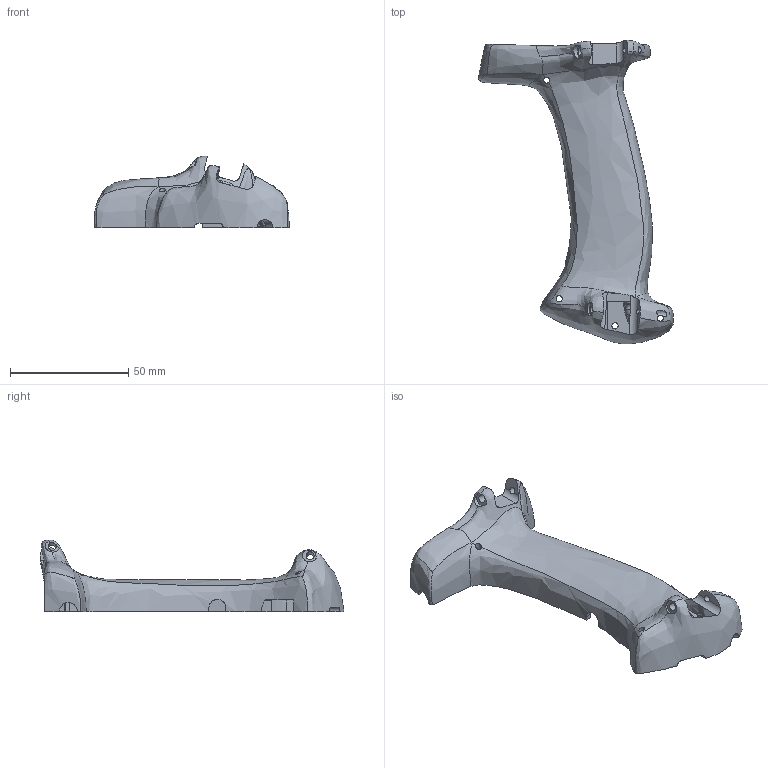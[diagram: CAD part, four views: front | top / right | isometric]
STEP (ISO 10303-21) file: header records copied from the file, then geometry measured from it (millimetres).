
FILE_DESCRIPTION(/* description */ (''),/* implementation_level */ '2;1');
FILE_NAME(/* name */ 'Left.step',/* time_stamp */ '2022-11-26T11:27:22-05:00',/* author */ (''),/* organization */ (''),/* preprocessor_version */ 'ST-DEVELOPER v19.2',/* originating_system */ 'Autodesk Translation Framework v11.17.0.187',/* authorisation */ '');
FILE_SCHEMA (('AUTOMOTIVE_DESIGN { 1 0 10303 214 3 1 1 }'));
Length unit declared in the file: millimetre
Products named in the file (1): Left
Bounding box: 82.33 x 128.34 x 30.26 mm (x, y, z)
Volume: 40224.1 mm3; surface area: 18912.2 mm2
Topology: 1 solids, 1 shells, 134 faces, 406 edges, 268 vertices
Faces by surface type: plane 44, cylinder 42, bspline 36, cone 6, torus 6
Full cylindrical faces by diameter (mm): 2.5 x1, 2.6 x4, 2.8 x1, 3.4 x1
Entity records: 12860 total; most frequent: CARTESIAN_POINT 9596, ORIENTED_EDGE 812, DIRECTION 483, EDGE_CURVE 406, VERTEX_POINT 268, B_SPLINE_CURVE_WITH_KNOTS 192, AXIS2_PLACEMENT_3D 180, EDGE_LOOP 144
